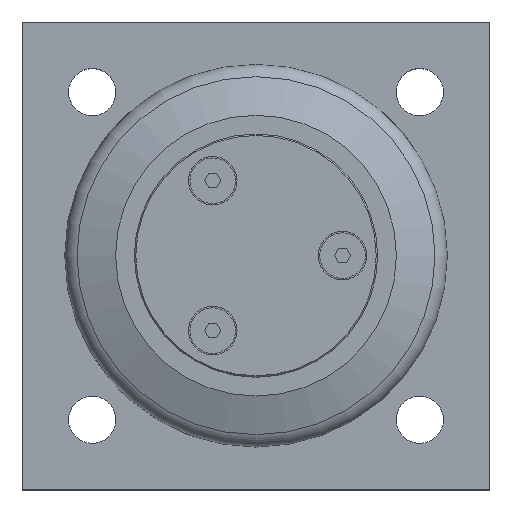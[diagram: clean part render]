
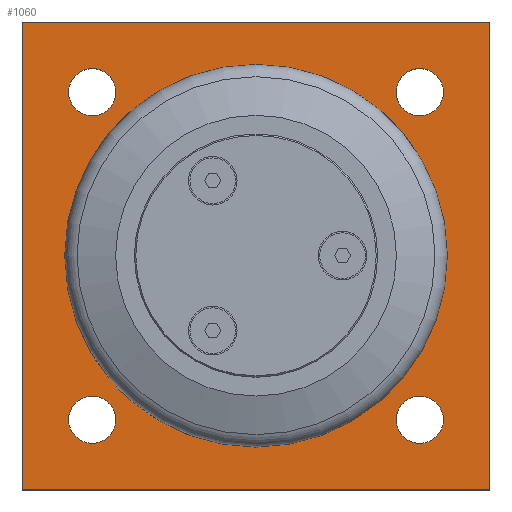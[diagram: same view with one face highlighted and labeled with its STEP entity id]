
A CAD part, top view. The second image highlights one B-rep face of the part: STEP entity #1060.
In plain terms, the highlighted planar face has unit normal (0, 0, 1).
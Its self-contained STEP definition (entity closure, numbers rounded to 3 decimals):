
#36=FACE_BOUND('',#245,.T.);
#37=FACE_BOUND('',#246,.T.);
#38=FACE_BOUND('',#247,.T.);
#39=FACE_BOUND('',#248,.T.);
#40=FACE_BOUND('',#249,.T.);
#88=CIRCLE('',#1180,26.5);
#93=CIRCLE('',#1188,5.053);
#94=CIRCLE('',#1189,5.053);
#95=CIRCLE('',#1190,5.053);
#96=CIRCLE('',#1191,5.053);
#97=CIRCLE('',#1192,5.053);
#98=CIRCLE('',#1193,5.053);
#99=CIRCLE('',#1194,5.053);
#100=CIRCLE('',#1195,5.053);
#170=FACE_OUTER_BOUND('',#244,.T.);
#244=EDGE_LOOP('',(#908,#909,#910,#911));
#245=EDGE_LOOP('',(#912,#913));
#246=EDGE_LOOP('',(#914,#915));
#247=EDGE_LOOP('',(#916,#917));
#248=EDGE_LOOP('',(#918,#919));
#249=EDGE_LOOP('',(#920));
#333=LINE('',#1813,#418);
#334=LINE('',#1815,#419);
#335=LINE('',#1817,#420);
#336=LINE('',#1818,#421);
#418=VECTOR('',#1475,10.);
#419=VECTOR('',#1476,10.);
#420=VECTOR('',#1477,10.);
#421=VECTOR('',#1478,10.);
#510=VERTEX_POINT('',#1796);
#515=VERTEX_POINT('',#1811);
#516=VERTEX_POINT('',#1812);
#517=VERTEX_POINT('',#1814);
#518=VERTEX_POINT('',#1816);
#519=VERTEX_POINT('',#1819);
#520=VERTEX_POINT('',#1820);
#521=VERTEX_POINT('',#1823);
#522=VERTEX_POINT('',#1824);
#523=VERTEX_POINT('',#1827);
#524=VERTEX_POINT('',#1828);
#525=VERTEX_POINT('',#1831);
#526=VERTEX_POINT('',#1832);
#645=EDGE_CURVE('',#510,#510,#88,.T.);
#651=EDGE_CURVE('',#515,#516,#333,.T.);
#652=EDGE_CURVE('',#517,#515,#334,.T.);
#653=EDGE_CURVE('',#518,#517,#335,.T.);
#654=EDGE_CURVE('',#516,#518,#336,.T.);
#655=EDGE_CURVE('',#519,#520,#93,.T.);
#656=EDGE_CURVE('',#520,#519,#94,.T.);
#657=EDGE_CURVE('',#521,#522,#95,.T.);
#658=EDGE_CURVE('',#522,#521,#96,.T.);
#659=EDGE_CURVE('',#523,#524,#97,.T.);
#660=EDGE_CURVE('',#524,#523,#98,.T.);
#661=EDGE_CURVE('',#525,#526,#99,.T.);
#662=EDGE_CURVE('',#526,#525,#100,.T.);
#908=ORIENTED_EDGE('',*,*,#651,.F.);
#909=ORIENTED_EDGE('',*,*,#652,.F.);
#910=ORIENTED_EDGE('',*,*,#653,.F.);
#911=ORIENTED_EDGE('',*,*,#654,.F.);
#912=ORIENTED_EDGE('',*,*,#655,.T.);
#913=ORIENTED_EDGE('',*,*,#656,.T.);
#914=ORIENTED_EDGE('',*,*,#657,.T.);
#915=ORIENTED_EDGE('',*,*,#658,.T.);
#916=ORIENTED_EDGE('',*,*,#659,.T.);
#917=ORIENTED_EDGE('',*,*,#660,.T.);
#918=ORIENTED_EDGE('',*,*,#661,.T.);
#919=ORIENTED_EDGE('',*,*,#662,.T.);
#920=ORIENTED_EDGE('',*,*,#645,.T.);
#1004=PLANE('',#1187);
#1060=ADVANCED_FACE('',(#170,#36,#37,#38,#39,#40),#1004,.T.);
#1180=AXIS2_PLACEMENT_3D('',#1798,#1458,#1459);
#1187=AXIS2_PLACEMENT_3D('',#1810,#1473,#1474);
#1188=AXIS2_PLACEMENT_3D('',#1821,#1479,#1480);
#1189=AXIS2_PLACEMENT_3D('',#1822,#1481,#1482);
#1190=AXIS2_PLACEMENT_3D('',#1825,#1483,#1484);
#1191=AXIS2_PLACEMENT_3D('',#1826,#1485,#1486);
#1192=AXIS2_PLACEMENT_3D('',#1829,#1487,#1488);
#1193=AXIS2_PLACEMENT_3D('',#1830,#1489,#1490);
#1194=AXIS2_PLACEMENT_3D('',#1833,#1491,#1492);
#1195=AXIS2_PLACEMENT_3D('',#1834,#1493,#1494);
#1458=DIRECTION('center_axis',(0.,0.,-1.));
#1459=DIRECTION('ref_axis',(0.,-1.,0.));
#1473=DIRECTION('center_axis',(0.,0.,1.));
#1474=DIRECTION('ref_axis',(1.,0.,0.));
#1475=DIRECTION('',(0.,1.,0.));
#1476=DIRECTION('',(-1.,0.,0.));
#1477=DIRECTION('',(0.,-1.,0.));
#1478=DIRECTION('',(1.,0.,0.));
#1479=DIRECTION('center_axis',(0.,0.,-1.));
#1480=DIRECTION('ref_axis',(1.,0.,0.));
#1481=DIRECTION('center_axis',(0.,0.,-1.));
#1482=DIRECTION('ref_axis',(1.,0.,0.));
#1483=DIRECTION('center_axis',(0.,0.,-1.));
#1484=DIRECTION('ref_axis',(1.,0.,0.));
#1485=DIRECTION('center_axis',(0.,0.,-1.));
#1486=DIRECTION('ref_axis',(1.,0.,0.));
#1487=DIRECTION('center_axis',(0.,0.,-1.));
#1488=DIRECTION('ref_axis',(1.,0.,0.));
#1489=DIRECTION('center_axis',(0.,0.,-1.));
#1490=DIRECTION('ref_axis',(1.,0.,0.));
#1491=DIRECTION('center_axis',(0.,0.,-1.));
#1492=DIRECTION('ref_axis',(1.,0.,0.));
#1493=DIRECTION('center_axis',(0.,0.,-1.));
#1494=DIRECTION('ref_axis',(1.,0.,0.));
#1796=CARTESIAN_POINT('',(50.,76.5,15.));
#1798=CARTESIAN_POINT('Origin',(50.,50.,15.));
#1810=CARTESIAN_POINT('Origin',(50.,50.,15.));
#1811=CARTESIAN_POINT('',(0.,0.,15.));
#1812=CARTESIAN_POINT('',(0.,100.,15.));
#1813=CARTESIAN_POINT('',(0.,100.,15.));
#1814=CARTESIAN_POINT('',(100.,0.,15.));
#1815=CARTESIAN_POINT('',(0.,0.,15.));
#1816=CARTESIAN_POINT('',(100.,100.,15.));
#1817=CARTESIAN_POINT('',(100.,0.,15.));
#1818=CARTESIAN_POINT('',(100.,100.,15.));
#1819=CARTESIAN_POINT('',(20.053,85.,15.));
#1820=CARTESIAN_POINT('',(9.947,85.,15.));
#1821=CARTESIAN_POINT('Origin',(15.,85.,15.));
#1822=CARTESIAN_POINT('Origin',(15.,85.,15.));
#1823=CARTESIAN_POINT('',(90.053,85.,15.));
#1824=CARTESIAN_POINT('',(79.947,85.,15.));
#1825=CARTESIAN_POINT('Origin',(85.,85.,15.));
#1826=CARTESIAN_POINT('Origin',(85.,85.,15.));
#1827=CARTESIAN_POINT('',(90.053,15.,15.));
#1828=CARTESIAN_POINT('',(79.947,15.,15.));
#1829=CARTESIAN_POINT('Origin',(85.,15.,15.));
#1830=CARTESIAN_POINT('Origin',(85.,15.,15.));
#1831=CARTESIAN_POINT('',(20.053,15.,15.));
#1832=CARTESIAN_POINT('',(9.947,15.,15.));
#1833=CARTESIAN_POINT('Origin',(15.,15.,15.));
#1834=CARTESIAN_POINT('Origin',(15.,15.,15.));
